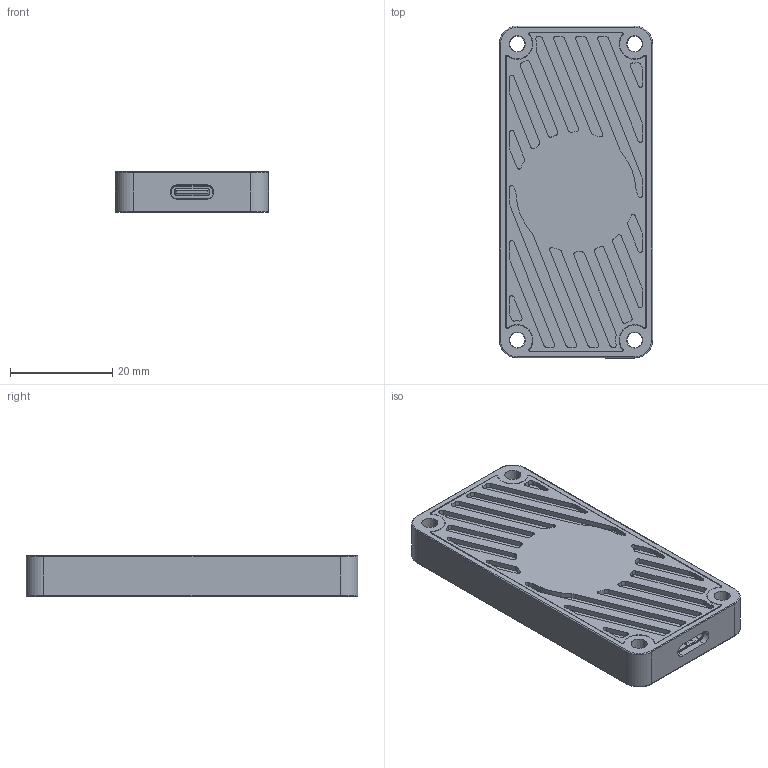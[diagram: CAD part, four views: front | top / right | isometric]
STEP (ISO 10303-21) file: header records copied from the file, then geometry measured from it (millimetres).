
FILE_DESCRIPTION (( 'STEP AP203' ), '1' );
FILE_NAME ('Accelerator.STEP', '2019-04-04T17:27:27', ( '' ), ( '' ), 'SwSTEP 2.0', 'SolidWorks 2016', '' );
FILE_SCHEMA (( 'CONFIG_CONTROL_DESIGN' ));
Length unit declared in the file: millimetre
Products named in the file (1): Accelerator
Bounding box: 30 x 65 x 8 mm (x, y, z)
Volume: 9192 mm3; surface area: 16570.9 mm2
Topology: 10 solids, 10 shells, 2026 faces, 5623 edges, 3704 vertices
Faces by surface type: plane 1054, cylinder 735, bspline 119, cone 56, sphere 32, torus 30
Entity records: 77498 total; most frequent: CARTESIAN_POINT 25609, ORIENTED_EDGE 11182, DIRECTION 10334, EDGE_CURVE 5591, VERTEX_POINT 3688, VECTOR 3598, LINE 3598, AXIS2_PLACEMENT_3D 3368
